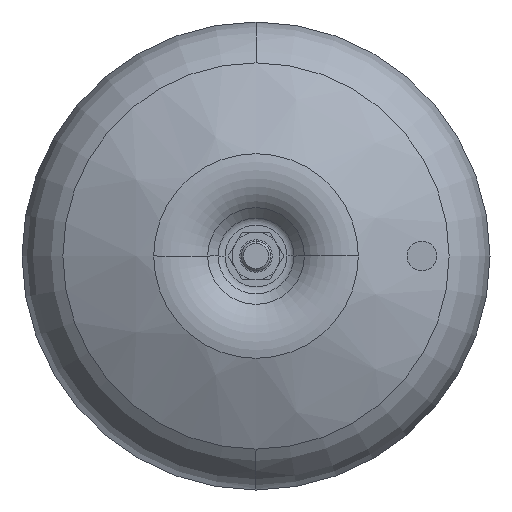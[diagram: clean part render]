
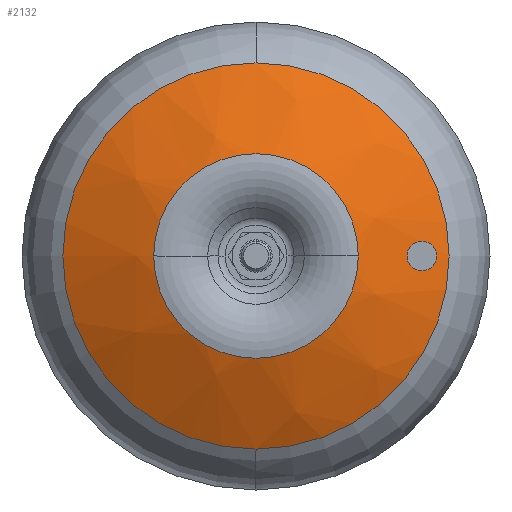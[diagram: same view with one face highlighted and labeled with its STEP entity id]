
A CAD part, front view. The second image highlights one B-rep face of the part: STEP entity #2132.
In plain terms, the highlighted spherical face has radius 102.65 mm.
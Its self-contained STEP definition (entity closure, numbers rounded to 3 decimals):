
#490=CARTESIAN_POINT('',(0.,-345.609,
0.));
#491=DIRECTION('',(0.,-1.,0.));
#492=DIRECTION('',(0.,0.,-1.));
#493=AXIS2_PLACEMENT_3D('',#490,#491,#492);
#495=CARTESIAN_POINT('',(0.,-345.609,0.));
#496=DIRECTION('',(0.,-1.,0.));
#497=DIRECTION('',(0.,0.,1.));
#498=AXIS2_PLACEMENT_3D('',#495,#496,#497);
#500=CARTESIAN_POINT('',(0.,-356.172,0.));
#501=DIRECTION('',(0.,1.,0.));
#502=DIRECTION('',(1.,0.,0.));
#503=AXIS2_PLACEMENT_3D('',#500,#501,#502);
#505=CARTESIAN_POINT('',(0.,-356.172,0.));
#506=DIRECTION('',(0.,1.,0.));
#507=DIRECTION('',(-1.,0.,0.));
#508=AXIS2_PLACEMENT_3D('',#505,#506,#507);
#1196=CARTESIAN_POINT('',(27.771,-356.172,
0.));
#1198=VERTEX_POINT('',#1196);
#1220=CARTESIAN_POINT('',(-27.771,-356.172,
0.));
#1221=VERTEX_POINT('',#1220);
#1227=CARTESIAN_POINT('',(0.,-345.609,-52.416));
#1229=VERTEX_POINT('',#1227);
#1232=CARTESIAN_POINT('',(0.,-345.609,52.416));
#1233=VERTEX_POINT('',#1232);
#2116=CARTESIAN_POINT('',(0.,-257.35,0.));
#2117=DIRECTION('',(1.,0.,0.));
#2118=DIRECTION('',(0.,-0.855,-0.518));
#2119=AXIS2_PLACEMENT_3D('',#2116,#2117,#2118);
#2120=SPHERICAL_SURFACE('',#2119,102.65);
#2121=ORIENTED_EDGE('',*,*,#2105,.F.);
#2123=ORIENTED_EDGE('',*,*,#2122,.F.);
#2124=EDGE_LOOP('',(#2121,#2123));
#2125=FACE_OUTER_BOUND('',#2124,.F.);
#2127=ORIENTED_EDGE('',*,*,#2126,.F.);
#2129=ORIENTED_EDGE('',*,*,#2128,.F.);
#2130=EDGE_LOOP('',(#2127,#2129));
#2131=FACE_BOUND('',#2130,.F.);
#2132=ADVANCED_FACE('',(#2125,#2131),#2120,.T.);
#494=CIRCLE('',#493,52.416);
#499=CIRCLE('',#498,52.416);
#504=CIRCLE('',#503,27.771);
#509=CIRCLE('',#508,27.771);
#2105=EDGE_CURVE('',#1229,#1233,#494,.T.);
#2122=EDGE_CURVE('',#1233,#1229,#499,.T.);
#2126=EDGE_CURVE('',#1198,#1221,#504,.T.);
#2128=EDGE_CURVE('',#1221,#1198,#509,.T.);
